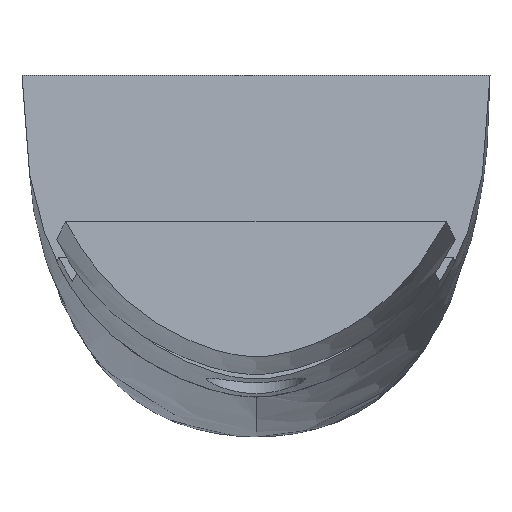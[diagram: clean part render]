
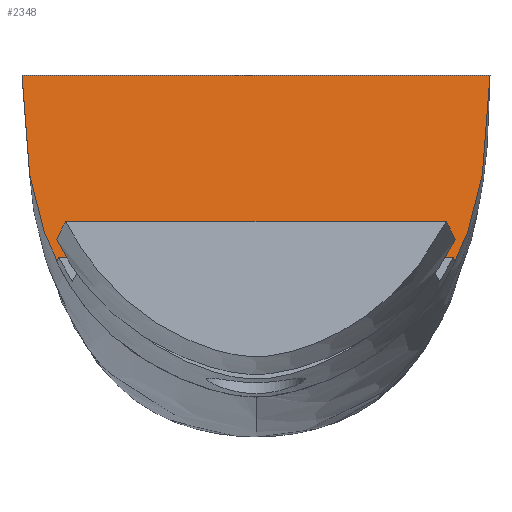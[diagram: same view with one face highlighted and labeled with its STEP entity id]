
A CAD part, top view. The second image highlights one B-rep face of the part: STEP entity #2348.
In plain terms, the highlighted planar face has unit normal (0, 0.11, 0.994).
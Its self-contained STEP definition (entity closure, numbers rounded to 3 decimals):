
#23=(
BOUNDED_CURVE()
B_SPLINE_CURVE(5,(#3798,#3799,#3800,#3801,#3802,#3803,#3804,#3805,#3806,
#3807),.UNSPECIFIED.,.F.,.F.)
B_SPLINE_CURVE_WITH_KNOTS((6,1,1,1,1,6),(0.,0.2,0.4,0.6,0.8,1.),
 .UNSPECIFIED.)
CURVE()
GEOMETRIC_REPRESENTATION_ITEM()
RATIONAL_B_SPLINE_CURVE((1.,1.,1.,1.,1.,1.,1.,1.,1.,1.))
REPRESENTATION_ITEM('')
);
#24=(
BOUNDED_CURVE()
B_SPLINE_CURVE(5,(#3880,#3881,#3882,#3883,#3884,#3885,#3886,#3887,#3888,
#3889),.UNSPECIFIED.,.F.,.F.)
B_SPLINE_CURVE_WITH_KNOTS((6,1,1,1,1,6),(0.,0.2,0.4,0.6,0.8,1.),
 .UNSPECIFIED.)
CURVE()
GEOMETRIC_REPRESENTATION_ITEM()
RATIONAL_B_SPLINE_CURVE((1.,1.,1.,1.,1.,1.,1.,1.,1.,1.))
REPRESENTATION_ITEM('')
);
#195=FACE_OUTER_BOUND('',#327,.T.);
#327=EDGE_LOOP('',(#1821,#1822,#1823));
#497=LINE('',#3585,#765);
#765=VECTOR('',#2774,10.);
#1019=VERTEX_POINT('',#3573);
#1020=VERTEX_POINT('',#3584);
#1043=VERTEX_POINT('',#3787);
#1282=EDGE_CURVE('',#1020,#1019,#497,.T.);
#1322=EDGE_CURVE('',#1019,#1043,#23,.T.);
#1323=EDGE_CURVE('',#1020,#1043,#24,.T.);
#1821=ORIENTED_EDGE('',*,*,#1282,.T.);
#1822=ORIENTED_EDGE('',*,*,#1322,.T.);
#1823=ORIENTED_EDGE('',*,*,#1323,.F.);
#2229=PLANE('',#2509);
#2348=ADVANCED_FACE('',(#195),#2229,.T.);
#2509=AXIS2_PLACEMENT_3D('',#3900,#2834,#2835);
#2774=DIRECTION('',(-1.,0.,0.));
#2834=DIRECTION('center_axis',(0.,0.11,0.994));
#2835=DIRECTION('ref_axis',(1.,0.,0.));
#3573=CARTESIAN_POINT('',(-29.25,100.,300.));
#3584=CARTESIAN_POINT('',(29.25,100.,300.));
#3585=CARTESIAN_POINT('',(29.25,100.,300.));
#3787=CARTESIAN_POINT('',(0.,59.748,304.472));
#3798=CARTESIAN_POINT('Ctrl Pts',(-29.25,100.,300.));
#3799=CARTESIAN_POINT('Ctrl Pts',(-29.25,95.733,300.474));
#3800=CARTESIAN_POINT('Ctrl Pts',(-28.803,87.956,301.338));
#3801=CARTESIAN_POINT('Ctrl Pts',(-26.79,78.557,302.383));
#3802=CARTESIAN_POINT('Ctrl Pts',(-21.882,69.948,303.339));
#3803=CARTESIAN_POINT('Ctrl Pts',(-13.897,63.65,304.039));
#3804=CARTESIAN_POINT('Ctrl Pts',(-7.509,60.968,304.337));
#3805=CARTESIAN_POINT('Ctrl Pts',(-3.399,59.97,304.448));
#3806=CARTESIAN_POINT('Ctrl Pts',(-1.065,59.748,304.472));
#3807=CARTESIAN_POINT('Ctrl Pts',(0.,59.748,304.472));
#3880=CARTESIAN_POINT('Ctrl Pts',(29.25,100.,300.));
#3881=CARTESIAN_POINT('Ctrl Pts',(29.25,95.733,300.474));
#3882=CARTESIAN_POINT('Ctrl Pts',(28.803,87.956,301.338));
#3883=CARTESIAN_POINT('Ctrl Pts',(26.79,78.557,302.383));
#3884=CARTESIAN_POINT('Ctrl Pts',(21.882,69.948,303.339));
#3885=CARTESIAN_POINT('Ctrl Pts',(13.897,63.65,304.039));
#3886=CARTESIAN_POINT('Ctrl Pts',(7.509,60.968,304.337));
#3887=CARTESIAN_POINT('Ctrl Pts',(3.399,59.97,304.448));
#3888=CARTESIAN_POINT('Ctrl Pts',(1.065,59.748,304.472));
#3889=CARTESIAN_POINT('Ctrl Pts',(0.,59.748,304.472));
#3900=CARTESIAN_POINT('Origin',(29.25,100.,300.));
